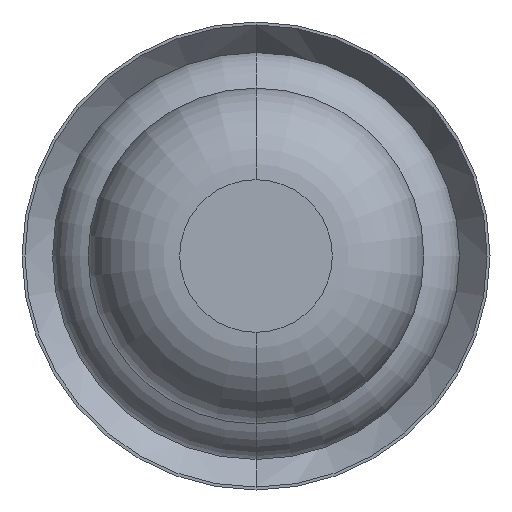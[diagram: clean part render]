
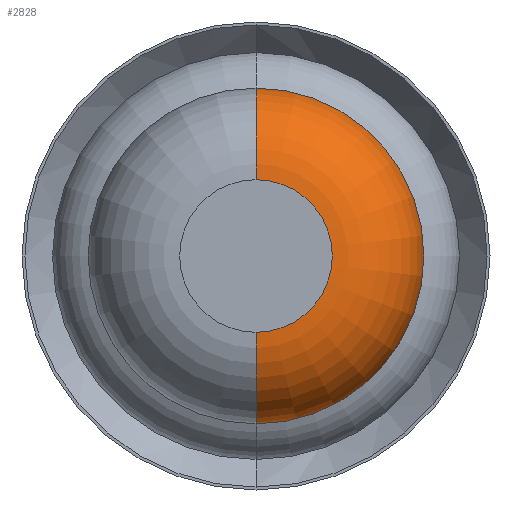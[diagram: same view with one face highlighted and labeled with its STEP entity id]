
A CAD part, front view. The second image highlights one B-rep face of the part: STEP entity #2828.
In plain terms, the highlighted toroidal (fillet/blend) face has major radius 0.375 mm and minor radius 0.45 mm.
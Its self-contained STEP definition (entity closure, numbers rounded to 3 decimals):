
#146 = CIRCLE ( 'NONE', #1479, 0.825 ) ;
#159 = CIRCLE ( 'NONE', #2118, 0.45 ) ;
#352 = VERTEX_POINT ( 'NONE', #1311 ) ;
#379 = AXIS2_PLACEMENT_3D ( 'NONE', #788, #3973, #4004 ) ;
#418 = CARTESIAN_POINT ( 'NONE',  ( 0., -23.55, 0.825 ) ) ;
#788 = CARTESIAN_POINT ( 'NONE',  ( 0., -23.55, -0.375 ) ) ;
#834 = CARTESIAN_POINT ( 'NONE',  ( 0., -23.55, 0. ) ) ;
#839 = EDGE_LOOP ( 'NONE', ( #1771, #3103, #2006, #3994 ) ) ;
#873 = DIRECTION ( 'NONE',  ( 0., 1., 0. ) ) ;
#878 = CARTESIAN_POINT ( 'NONE',  ( 0., -24., 0. ) ) ;
#1311 = CARTESIAN_POINT ( 'NONE',  ( 0., -24., 0.375 ) ) ;
#1395 = VERTEX_POINT ( 'NONE', #3652 ) ;
#1452 = DIRECTION ( 'NONE',  ( -1., 0., 0. ) ) ;
#1479 = AXIS2_PLACEMENT_3D ( 'NONE', #834, #4445, #4417 ) ;
#1771 = ORIENTED_EDGE ( 'NONE', *, *, #3752, .T. ) ;
#1863 = DIRECTION ( 'NONE',  ( 0., 0., 1. ) ) ;
#1887 = TOROIDAL_SURFACE ( 'NONE', #1952, 0.375, 0.45 ) ;
#1913 = DIRECTION ( 'NONE',  ( 0., 0., 1. ) ) ;
#1952 = AXIS2_PLACEMENT_3D ( 'NONE', #4077, #873, #1913 ) ;
#2006 = ORIENTED_EDGE ( 'NONE', *, *, #2456, .F. ) ;
#2118 = AXIS2_PLACEMENT_3D ( 'NONE', #3609, #1452, #1863 ) ;
#2234 = DIRECTION ( 'NONE',  ( 0., 0., 1. ) ) ;
#2258 = CIRCLE ( 'NONE', #3356, 0.375 ) ;
#2427 = EDGE_CURVE ( 'NONE', #2858, #1395, #4238, .T. ) ;
#2456 = EDGE_CURVE ( 'Defeature ausgef�hrt1_3+Defeature ausgef�hrt1_2+Defeature ausgef�hrt1_2+Defeature ausgef�hrt1_2', #3565, #1395, #146, .T. ) ;
#2588 = DIRECTION ( 'NONE',  ( 0., 1., 0. ) ) ;
#2828 = ADVANCED_FACE ( 'Defeature ausgef�hrt1_2', ( #2975 ), #1887, .T. ) ;
#2858 = VERTEX_POINT ( 'NONE', #3029 ) ;
#2975 = FACE_OUTER_BOUND ( 'NONE', #839, .T. ) ;
#3029 = CARTESIAN_POINT ( 'NONE',  ( 0., -24., -0.375 ) ) ;
#3103 = ORIENTED_EDGE ( 'NONE', *, *, #2427, .T. ) ;
#3356 = AXIS2_PLACEMENT_3D ( 'NONE', #878, #2588, #2234 ) ;
#3515 = EDGE_CURVE ( 'NONE', #352, #3565, #159, .T. ) ;
#3565 = VERTEX_POINT ( 'NONE', #418 ) ;
#3609 = CARTESIAN_POINT ( 'NONE',  ( 0., -23.55, 0.375 ) ) ;
#3652 = CARTESIAN_POINT ( 'NONE',  ( 0., -23.55, -0.825 ) ) ;
#3752 = EDGE_CURVE ( 'Defeature ausgef�hrt1_2+Defeature ausgef�hrt1_1+Defeature ausgef�hrt1_1+Defeature ausgef�hrt1_1', #352, #2858, #2258, .T. ) ;
#3973 = DIRECTION ( 'NONE',  ( 1., 0., 0. ) ) ;
#3994 = ORIENTED_EDGE ( 'NONE', *, *, #3515, .F. ) ;
#4004 = DIRECTION ( 'NONE',  ( 0., 0., -1. ) ) ;
#4077 = CARTESIAN_POINT ( 'NONE',  ( 0., -23.55, 0. ) ) ;
#4238 = CIRCLE ( 'NONE', #379, 0.45 ) ;
#4417 = DIRECTION ( 'NONE',  ( 0., 0., 1. ) ) ;
#4445 = DIRECTION ( 'NONE',  ( 0., 1., 0. ) ) ;
